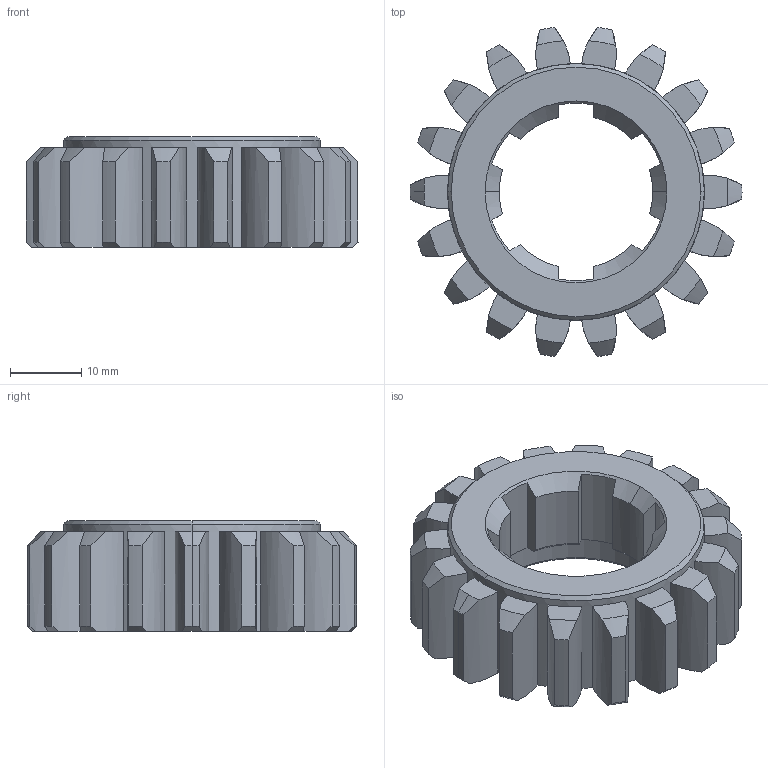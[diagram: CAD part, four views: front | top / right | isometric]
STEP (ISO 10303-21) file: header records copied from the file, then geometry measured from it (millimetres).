
FILE_DESCRIPTION((''),'2;1');
FILE_NAME('GEAR','2021-04-18T',(''),(''),'PRO/ENGINEER BY PARAMETRIC TECHNOLOGY CORPORATION, 2012230','PRO/ENGINEER BY PARAMETRIC TECHNOLOGY CORPORATION, 2012230','');
FILE_SCHEMA(('AUTOMOTIVE_DESIGN { 1 0 10303 214 1 1 1 1 }'));
Length unit declared in the file: metre
Products named in the file (1): GEAR
Bounding box: 46.72 x 46.32 x 15.6 mm (x, y, z)
Volume: 14030.7 mm3; surface area: 7008.3 mm2
Topology: 1 solids, 1 shells, 160 faces, 464 edges, 307 vertices
Faces by surface type: cylinder 76, cone 51, plane 33
Entity records: 6836 total; most frequent: CARTESIAN_POINT 1401, ORIENTED_EDGE 928, DIRECTION 925, EDGE_CURVE 464, AXIS2_PLACEMENT_3D 399, VERTEX_POINT 307, CIRCLE 237, EDGE_LOOP 163
